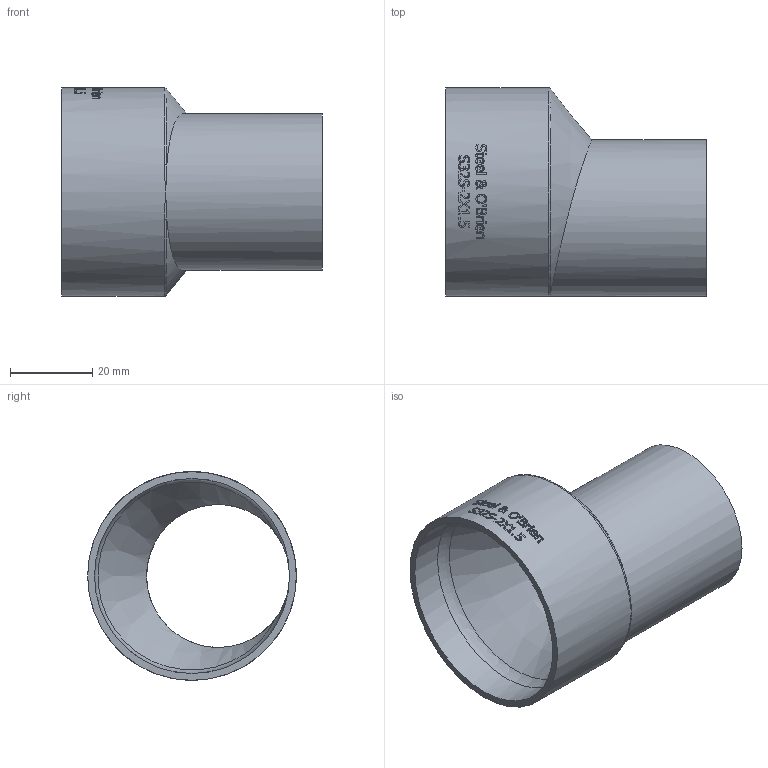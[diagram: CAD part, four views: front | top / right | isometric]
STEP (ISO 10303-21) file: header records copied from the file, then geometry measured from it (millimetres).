
FILE_DESCRIPTION(/* description */ (''),/* implementation_level */ '2;1');
FILE_NAME(/* name */ 'S32S-2X15.stp',/* time_stamp */ '2018-11-30T09:15:20-05:00',/* author */ ('rick'),/* organization */ (''),/* preprocessor_version */ 'ST-DEVELOPER v15.2',/* originating_system */ 'Autodesk Inventor 2014',/* authorisation */ '');
FILE_SCHEMA (('AUTOMOTIVE_DESIGN { 1 0 10303 214 3 1 1 }'));
Length unit declared in the file: inch
Products named in the file (1): S32S-2X15
Bounding box: 63.5 x 50.8 x 50.8 mm (x, y, z)
Volume: 23664.1 mm3; surface area: 17518 mm2
Topology: 1 solids, 1 shells, 397 faces, 1087 edges, 720 vertices
Faces by surface type: bspline 210, plane 147, cylinder 36, torus 2, cone 2
Full cylindrical faces by diameter (mm): 34.798 x1, 38.1 x1, 47.498 x1, 50.8 x1
Entity records: 16645 total; most frequent: CARTESIAN_POINT 7851, ORIENTED_EDGE 2152, DIRECTION 1207, EDGE_CURVE 1076, VERTEX_POINT 717, LINE 475, VECTOR 475, EDGE_LOOP 435
